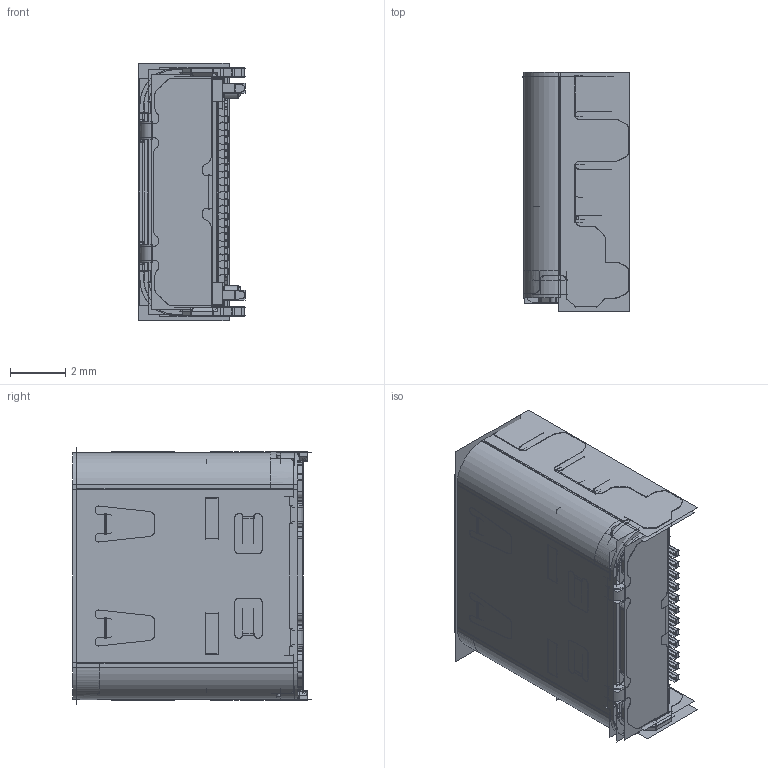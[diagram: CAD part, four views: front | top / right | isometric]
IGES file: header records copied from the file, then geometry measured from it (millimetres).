
Start section:  PTC IGES file: cuad212-b001.igs
Global section: file name: cuad212-b001.igs; native system: Pro/ENGINEER by Parametric Technology Corporation; preprocessor: 2010280; author: NK210218; organization: Unknown; date: 20231005.105222; units: millimetre
Bounding box: 3.89 x 8.65 x 9.3 mm (x, y, z)
Surface area: 1373.7 mm2 (no closed solid volume)
Topology: 0 solids, 0 shells, 2940 faces, 46367 edges, 60362 vertices
Faces by surface type: bspline 2150, revolution 790
